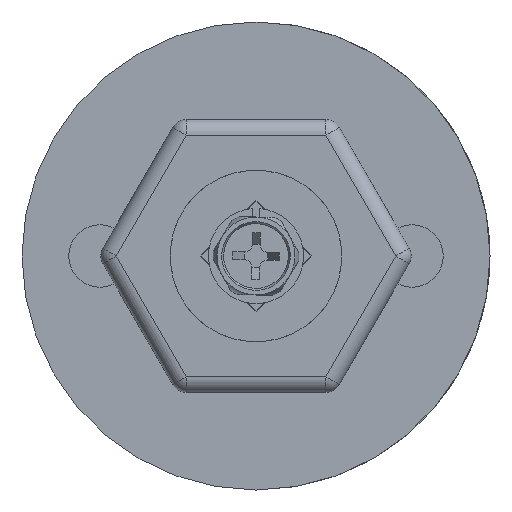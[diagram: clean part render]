
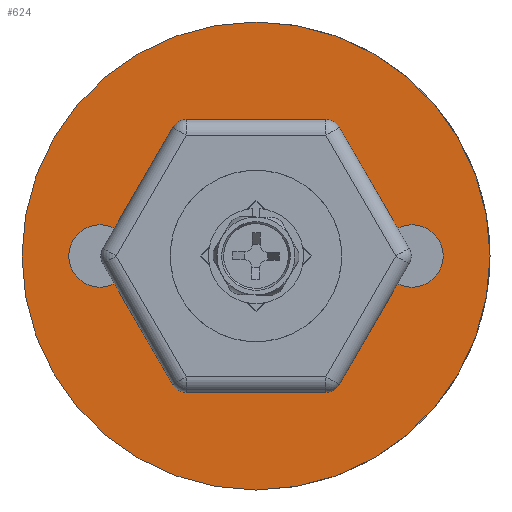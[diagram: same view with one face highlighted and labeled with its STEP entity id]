
A CAD part, left-side view. The second image highlights one B-rep face of the part: STEP entity #624.
In plain terms, the highlighted face is planar.
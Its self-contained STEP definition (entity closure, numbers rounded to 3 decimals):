
#69 = EDGE_CURVE ( 'NONE', #4732, #4733, #4482, .T. ) ;
#73 = EDGE_CURVE ( 'NONE', #4736, #4737, #4488, .T. ) ;
#77 = EDGE_CURVE ( 'NONE', #4740, #4741, #4495, .T. ) ;
#81 = EDGE_CURVE ( 'NONE', #4744, #4745, #4502, .T. ) ;
#84 = EDGE_CURVE ( 'NONE', #4737, #4736, #4507, .T. ) ;
#85 = EDGE_CURVE ( 'NONE', #4745, #4744, #4498, .T. ) ;
#86 = EDGE_CURVE ( 'NONE', #4741, #4740, #4493, .T. ) ;
#539 = CARTESIAN_POINT ( 'NONE',  ( 0., 0., 1. ) ) ;
#540 = DIRECTION ( 'NONE',  ( 0., 0., 1. ) ) ;
#541 = DIRECTION ( 'NONE',  ( 1., 0., 0. ) ) ;
#549 = CARTESIAN_POINT ( 'NONE',  ( 0., -20., 1. ) ) ;
#550 = DIRECTION ( 'NONE',  ( 0., 0., 1. ) ) ;
#551 = DIRECTION ( 'NONE',  ( 1., 0., 0. ) ) ;
#559 = CARTESIAN_POINT ( 'NONE',  ( 0., 20., 1. ) ) ;
#560 = DIRECTION ( 'NONE',  ( 0., 0., 1. ) ) ;
#561 = DIRECTION ( 'NONE',  ( 1., 0., 0. ) ) ;
#569 = CARTESIAN_POINT ( 'NONE',  ( 0., 0., 1. ) ) ;
#570 = DIRECTION ( 'NONE',  ( 0., 0., 1. ) ) ;
#571 = DIRECTION ( 'NONE',  ( 1., 0., 0. ) ) ;
#577 = CARTESIAN_POINT ( 'NONE',  ( 0., -20., 1. ) ) ;
#578 = DIRECTION ( 'NONE',  ( 0., 0., 1. ) ) ;
#579 = DIRECTION ( 'NONE',  ( 1., 0., 0. ) ) ;
#580 = CARTESIAN_POINT ( 'NONE',  ( 0., 0., 1. ) ) ;
#581 = DIRECTION ( 'NONE',  ( 0., 0., 1. ) ) ;
#582 = DIRECTION ( 'NONE',  ( 1., 0., 0. ) ) ;
#583 = CARTESIAN_POINT ( 'NONE',  ( 0., 20., 1. ) ) ;
#584 = DIRECTION ( 'NONE',  ( 0., 0., 1. ) ) ;
#585 = DIRECTION ( 'NONE',  ( 1., 0., 0. ) ) ;
#624 = ADVANCED_FACE ( 'NONE', ( #1023, #1024, #1025, #1026 ), #4075, .T. ) ;
#1023 = FACE_BOUND ( 'NONE', #4979, .T. ) ;
#1024 = FACE_OUTER_BOUND ( 'NONE', #4983, .T. ) ;
#1025 = FACE_BOUND ( 'NONE', #4984, .T. ) ;
#1026 = FACE_BOUND ( 'NONE', #4985, .T. ) ;
#1395 = CARTESIAN_POINT ( 'NONE',  ( 0., 0., 1. ) ) ;
#1396 = DIRECTION ( 'NONE',  ( 0., 0., 1. ) ) ;
#1397 = DIRECTION ( 'NONE',  ( 1., 0., 0. ) ) ;
#1669 = CARTESIAN_POINT ( 'NONE',  ( -11., 0., 1. ) ) ;
#1670 = CARTESIAN_POINT ( 'NONE',  ( 11., 0., 1. ) ) ;
#1673 = CARTESIAN_POINT ( 'NONE',  ( -4., -20., 1. ) ) ;
#1674 = CARTESIAN_POINT ( 'NONE',  ( 4., -20., 1. ) ) ;
#1677 = CARTESIAN_POINT ( 'NONE',  ( -4., 20., 1. ) ) ;
#1678 = CARTESIAN_POINT ( 'NONE',  ( 4., 20., 1. ) ) ;
#1681 = CARTESIAN_POINT ( 'NONE',  ( 30., 0., 1. ) ) ;
#1682 = CARTESIAN_POINT ( 'NONE',  ( -30., 0., 1. ) ) ;
#3315 = AXIS2_PLACEMENT_3D ( 'NONE', #4076, #4077, #4078 ) ;
#4075 = PLANE ( 'NONE',  #3315 ) ;
#4076 = CARTESIAN_POINT ( 'NONE',  ( 0., 0., 1. ) ) ;
#4077 = DIRECTION ( 'NONE',  ( 0., 0., 1. ) ) ;
#4078 = DIRECTION ( 'NONE',  ( 1., 0., 0. ) ) ;
#4482 = CIRCLE ( 'NONE', #4484, 11. ) ;
#4484 = AXIS2_PLACEMENT_3D ( 'NONE', #539, #540, #541 ) ;
#4488 = CIRCLE ( 'NONE', #4490, 4. ) ;
#4490 = AXIS2_PLACEMENT_3D ( 'NONE', #549, #550, #551 ) ;
#4493 = CIRCLE ( 'NONE', #4512, 4. ) ;
#4495 = CIRCLE ( 'NONE', #4497, 4. ) ;
#4497 = AXIS2_PLACEMENT_3D ( 'NONE', #559, #560, #561 ) ;
#4498 = CIRCLE ( 'NONE', #4511, 30. ) ;
#4502 = CIRCLE ( 'NONE', #4504, 30. ) ;
#4504 = AXIS2_PLACEMENT_3D ( 'NONE', #569, #570, #571 ) ;
#4507 = CIRCLE ( 'NONE', #4509, 4. ) ;
#4509 = AXIS2_PLACEMENT_3D ( 'NONE', #577, #578, #579 ) ;
#4511 = AXIS2_PLACEMENT_3D ( 'NONE', #580, #581, #582 ) ;
#4512 = AXIS2_PLACEMENT_3D ( 'NONE', #583, #584, #585 ) ;
#4732 = VERTEX_POINT ( 'NONE', #1669 ) ;
#4733 = VERTEX_POINT ( 'NONE', #1670 ) ;
#4736 = VERTEX_POINT ( 'NONE', #1673 ) ;
#4737 = VERTEX_POINT ( 'NONE', #1674 ) ;
#4740 = VERTEX_POINT ( 'NONE', #1677 ) ;
#4741 = VERTEX_POINT ( 'NONE', #1678 ) ;
#4744 = VERTEX_POINT ( 'NONE', #1681 ) ;
#4745 = VERTEX_POINT ( 'NONE', #1682 ) ;
#4927 = ORIENTED_EDGE ( 'NONE', *, *, #73, .F. ) ;
#4928 = ORIENTED_EDGE ( 'NONE', *, *, #77, .F. ) ;
#4929 = ORIENTED_EDGE ( 'NONE', *, *, #84, .F. ) ;
#4930 = ORIENTED_EDGE ( 'NONE', *, *, #85, .T. ) ;
#4932 = ORIENTED_EDGE ( 'NONE', *, *, #81, .T. ) ;
#4933 = ORIENTED_EDGE ( 'NONE', *, *, #86, .F. ) ;
#4934 = ORIENTED_EDGE ( 'NONE', *, *, #5205, .F. ) ;
#4935 = ORIENTED_EDGE ( 'NONE', *, *, #69, .F. ) ;
#4979 = EDGE_LOOP ( 'NONE', ( #4927, #4929 ) ) ;
#4983 = EDGE_LOOP ( 'NONE', ( #4930, #4932 ) ) ;
#4984 = EDGE_LOOP ( 'NONE', ( #4928, #4933 ) ) ;
#4985 = EDGE_LOOP ( 'NONE', ( #4935, #4934 ) ) ;
#5205 = EDGE_CURVE ( 'NONE', #4733, #4732, #5312, .T. ) ;
#5312 = CIRCLE ( 'NONE', #5316, 11. ) ;
#5316 = AXIS2_PLACEMENT_3D ( 'NONE', #1395, #1396, #1397 ) ;
